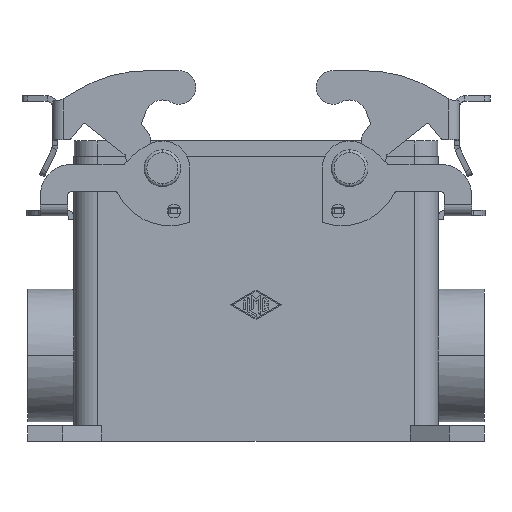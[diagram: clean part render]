
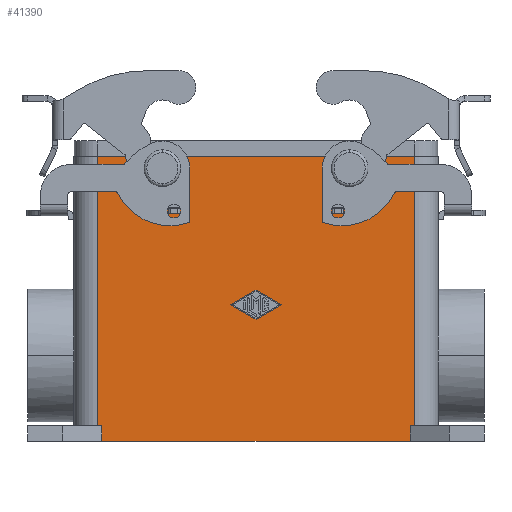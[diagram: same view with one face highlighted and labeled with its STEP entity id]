
A CAD part, front view. The second image highlights one B-rep face of the part: STEP entity #41390.
In plain terms, the highlighted planar face has unit normal (0, -1, 0).
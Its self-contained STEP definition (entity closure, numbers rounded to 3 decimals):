
#12190=CARTESIAN_POINT('',(0.,-22.25,1.5)
);
#12200=VERTEX_POINT('',#12190);
#12380=CARTESIAN_POINT('',(0.,-22.25,
-1.5));
#12390=VERTEX_POINT('',#12380);
#12420=CARTESIAN_POINT('',(0.,-22.25,0.));
#12430=DIRECTION('',(0.,1.,0.));
#12440=DIRECTION('',(0.,0.,1.));
#12450=AXIS2_PLACEMENT_3D('',#12420,#12430,#12440);
#12460=CIRCLE('',#12450,1.5);
#12470=EDGE_CURVE('',#12390,#12200,#12460,.T.);
#17040=CARTESIAN_POINT('',(-48.,-22.25,-1.5));
#17050=VERTEX_POINT('',#17040);
#17100=CARTESIAN_POINT('',(-48.,-22.25,0.));
#17110=DIRECTION('',(0.,1.,0.));
#17120=DIRECTION('',(0.,0.,1.));
#17130=AXIS2_PLACEMENT_3D('',#17100,#17110,#17120);
#17140=CIRCLE('',#17130,1.5);
#17150=CARTESIAN_POINT('',(-48.,-22.25,1.5));
#17160=VERTEX_POINT('',#17150);
#17170=EDGE_CURVE('',#17050,#17160,#17140,.T.);
#32810=CARTESIAN_POINT('',(-24.,-22.25,-38.749));
#32820=VERTEX_POINT('',#32810);
#32870=CARTESIAN_POINT('',(-24.,-22.25,-38.749));
#32880=DIRECTION('',(-0.866,0.,0.5));
#32890=VECTOR('',#32880,7.504);
#32900=LINE('',#32870,#32890);
#32910=CARTESIAN_POINT('',(-30.5,-22.25,-35.));
#32920=VERTEX_POINT('',#32910);
#32930=EDGE_CURVE('',#32820,#32920,#32900,.T.);
#33210=CARTESIAN_POINT('',(-17.5,-22.25,-35.));
#33220=VERTEX_POINT('',#33210);
#33270=CARTESIAN_POINT('',(-17.5,-22.25,-35.));
#33280=DIRECTION('',(-0.866,0.,-0.5));
#33290=VECTOR('',#33280,7.504);
#33300=LINE('',#33270,#33290);
#33310=EDGE_CURVE('',#33220,#32820,#33300,.T.);
#33520=CARTESIAN_POINT('',(-24.,-22.25,-31.251));
#33530=VERTEX_POINT('',#33520);
#33580=CARTESIAN_POINT('',(-24.,-22.25,-31.251));
#33590=DIRECTION('',(0.866,0.,-0.5));
#33600=VECTOR('',#33590,7.504);
#33610=LINE('',#33580,#33600);
#33620=EDGE_CURVE('',#33530,#33220,#33610,.T.);
#33800=CARTESIAN_POINT('',(-30.5,-22.25,-35.));
#33810=DIRECTION('',(0.866,0.,0.5));
#33820=VECTOR('',#33810,7.504);
#33830=LINE('',#33800,#33820);
#33840=EDGE_CURVE('',#32920,#33530,#33830,.T.);
#40520=CARTESIAN_POINT('',(15.5,-22.25,-70.));
#40530=DIRECTION('',(0.,-1.,0.));
#40540=DIRECTION('',(0.,0.,-1.));
#40550=AXIS2_PLACEMENT_3D('',#40520,#40530,#40540);
#40560=PLANE('',#40550);
#40570=CARTESIAN_POINT('',(-63.5,-22.25,-66.));
#40580=DIRECTION('',(-1.,0.,0.));
#40590=VECTOR('',#40580,1.25);
#40600=LINE('',#40570,#40590);
#40610=CARTESIAN_POINT('',(-63.5,-22.25,-66.));
#40620=VERTEX_POINT('',#40610);
#40630=CARTESIAN_POINT('',(-64.75,-22.25,-66.));
#40640=VERTEX_POINT('',#40630);
#40650=EDGE_CURVE('',#40620,#40640,#40600,.T.);
#40660=ORIENTED_EDGE('',*,*,#40650,.F.);
#40670=CARTESIAN_POINT('',(-64.75,-22.25,-66.));
#40680=DIRECTION('',(0.,0.,1.));
#40690=VECTOR('',#40680,69.);
#40700=LINE('',#40670,#40690);
#40710=CARTESIAN_POINT('',(-64.75,-22.25,3.));
#40720=VERTEX_POINT('',#40710);
#40730=EDGE_CURVE('',#40640,#40720,#40700,.T.);
#40740=ORIENTED_EDGE('',*,*,#40730,.F.);
#40750=CARTESIAN_POINT('',(16.75,-22.25,3.));
#40760=DIRECTION('',(-1.,0.,0.));
#40770=VECTOR('',#40760,81.5);
#40780=LINE('',#40750,#40770);
#40790=CARTESIAN_POINT('',(16.75,-22.25,3.));
#40800=VERTEX_POINT('',#40790);
#40810=EDGE_CURVE('',#40800,#40720,#40780,.T.);
#40820=ORIENTED_EDGE('',*,*,#40810,.T.);
#40830=CARTESIAN_POINT('',(16.75,-22.25,-66.));
#40840=DIRECTION('',(0.,0.,1.));
#40850=VECTOR('',#40840,69.);
#40860=LINE('',#40830,#40850);
#40870=CARTESIAN_POINT('',(16.75,-22.25,-66.));
#40880=VERTEX_POINT('',#40870);
#40890=EDGE_CURVE('',#40880,#40800,#40860,.T.);
#40900=ORIENTED_EDGE('',*,*,#40890,.T.);
#40910=CARTESIAN_POINT('',(16.75,-22.25,-66.));
#40920=DIRECTION('',(-1.,0.,0.));
#40930=VECTOR('',#40920,1.25);
#40940=LINE('',#40910,#40930);
#40950=CARTESIAN_POINT('',(15.5,-22.25,-66.));
#40960=VERTEX_POINT('',#40950);
#40970=EDGE_CURVE('',#40880,#40960,#40940,.T.);
#40980=ORIENTED_EDGE('',*,*,#40970,.F.);
#40990=CARTESIAN_POINT('',(15.5,-22.25,-70.));
#41000=DIRECTION('',(0.,0.,1.));
#41010=VECTOR('',#41000,4.);
#41020=LINE('',#40990,#41010);
#41030=CARTESIAN_POINT('',(15.5,-22.25,-70.));
#41040=VERTEX_POINT('',#41030);
#41050=EDGE_CURVE('',#41040,#40960,#41020,.T.);
#41060=ORIENTED_EDGE('',*,*,#41050,.T.);
#41070=CARTESIAN_POINT('',(15.5,-22.25,-70.));
#41080=DIRECTION('',(-1.,0.,0.));
#41090=VECTOR('',#41080,79.);
#41100=LINE('',#41070,#41090);
#41110=CARTESIAN_POINT('',(-63.5,-22.25,-70.));
#41120=VERTEX_POINT('',#41110);
#41130=EDGE_CURVE('',#41040,#41120,#41100,.T.);
#41140=ORIENTED_EDGE('',*,*,#41130,.F.);
#41150=CARTESIAN_POINT('',(-63.5,-22.25,-70.));
#41160=DIRECTION('',(0.,0.,1.));
#41170=VECTOR('',#41160,4.);
#41180=LINE('',#41150,#41170);
#41190=EDGE_CURVE('',#41120,#40620,#41180,.T.);
#41200=ORIENTED_EDGE('',*,*,#41190,.F.);
#41210=EDGE_LOOP('',(#41200,#41140,#41060,#40980,#40900,#40820,#40740,
#40660));
#41220=FACE_OUTER_BOUND('',#41210,.T.);
#41230=EDGE_CURVE('',#12200,#12390,#12460,.T.);
#41240=ORIENTED_EDGE('',*,*,#41230,.T.);
#41250=ORIENTED_EDGE('',*,*,#12470,.T.);
#41260=EDGE_LOOP('',(#41250,#41240));
#41270=FACE_BOUND('',#41260,.T.);
#41280=ORIENTED_EDGE('',*,*,#17170,.T.);
#41290=EDGE_CURVE('',#17160,#17050,#17140,.T.);
#41300=ORIENTED_EDGE('',*,*,#41290,.T.);
#41310=EDGE_LOOP('',(#41300,#41280));
#41320=FACE_BOUND('',#41310,.T.);
#41330=ORIENTED_EDGE('',*,*,#33310,.T.);
#41340=ORIENTED_EDGE('',*,*,#33620,.T.);
#41350=ORIENTED_EDGE('',*,*,#33840,.T.);
#41360=ORIENTED_EDGE('',*,*,#32930,.T.);
#41370=EDGE_LOOP('',(#41360,#41350,#41340,#41330));
#41380=FACE_BOUND('',#41370,.T.);
#41390=ADVANCED_FACE('',(#41220,#41270,#41320,#41380),#40560,.T.);
